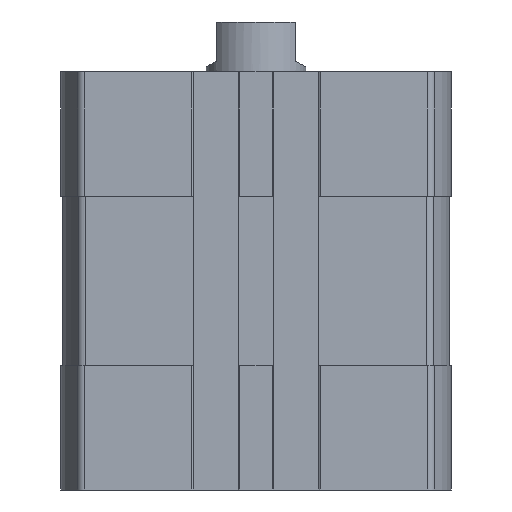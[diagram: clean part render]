
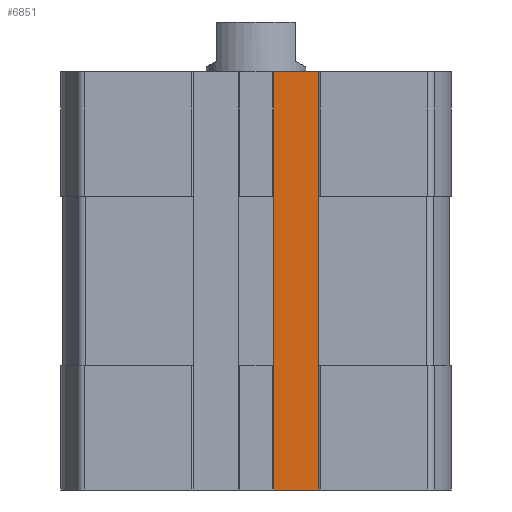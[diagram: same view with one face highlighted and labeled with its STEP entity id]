
A CAD part, left-side view. The second image highlights one B-rep face of the part: STEP entity #6851.
In plain terms, the highlighted planar face has unit normal (-1, 0, 0).
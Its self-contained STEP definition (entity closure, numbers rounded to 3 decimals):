
#47=PLANE('',#7390);
#543=LINE('',#10805,#1105);
#544=LINE('',#10807,#1106);
#545=LINE('',#10809,#1107);
#546=LINE('',#10811,#1108);
#1105=VECTOR('',#8430,1000.);
#1106=VECTOR('',#8433,1000.);
#1107=VECTOR('',#8434,1000.);
#1108=VECTOR('',#8435,1000.);
#1873=ORIENTED_EDGE('',*,*,#3857,.F.);
#1874=ORIENTED_EDGE('',*,*,#3856,.F.);
#1875=ORIENTED_EDGE('',*,*,#3858,.T.);
#1876=ORIENTED_EDGE('',*,*,#3859,.T.);
#3856=EDGE_CURVE('',#4820,#4819,#543,.T.);
#3857=EDGE_CURVE('',#4819,#4821,#544,.T.);
#3858=EDGE_CURVE('',#4820,#4822,#545,.T.);
#3859=EDGE_CURVE('',#4822,#4821,#546,.T.);
#4819=VERTEX_POINT('',#10802);
#4820=VERTEX_POINT('',#10804);
#4821=VERTEX_POINT('',#10808);
#4822=VERTEX_POINT('',#10810);
#5714=EDGE_LOOP('',(#1873,#1874,#1875,#1876));
#6224=FACE_BOUND('',#5714,.T.);
#6851=ADVANCED_FACE('',(#6224),#47,.T.);
#7390=AXIS2_PLACEMENT_3D('',#10806,#8431,#8432);
#8430=DIRECTION('',(0.,0.,1.));
#8431=DIRECTION('',(-1.,0.,0.));
#8432=DIRECTION('',(0.,0.,1.));
#8433=DIRECTION('',(0.,-1.,0.));
#8434=DIRECTION('',(0.,-1.,0.));
#8435=DIRECTION('',(0.,0.,1.));
#10802=CARTESIAN_POINT('',(-17.6,-1.85,0.));
#10804=CARTESIAN_POINT('',(-17.6,-1.85,-50.35));
#10805=CARTESIAN_POINT('',(-17.6,-1.85,-50.35));
#10806=CARTESIAN_POINT('',(-17.6,-1.85,-50.35));
#10807=CARTESIAN_POINT('',(-17.6,-1.85,0.));
#10808=CARTESIAN_POINT('',(-17.6,-7.85,0.));
#10809=CARTESIAN_POINT('',(-17.6,-1.85,-50.35));
#10810=CARTESIAN_POINT('',(-17.6,-7.85,-50.35));
#10811=CARTESIAN_POINT('',(-17.6,-7.85,-50.35));
